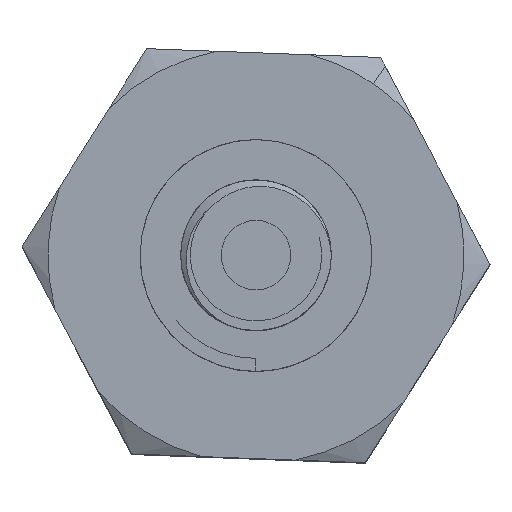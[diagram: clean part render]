
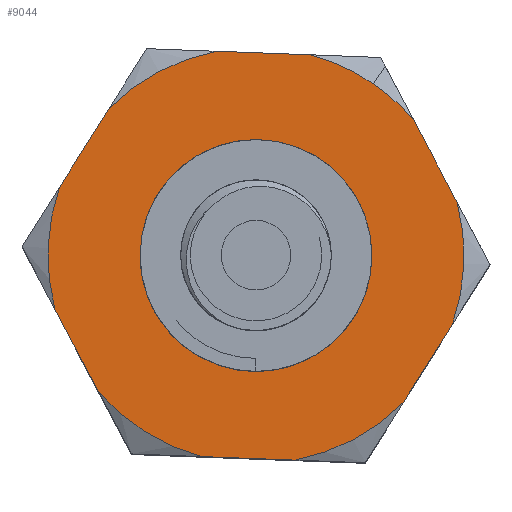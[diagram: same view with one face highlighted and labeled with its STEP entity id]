
A CAD part, top view. The second image highlights one B-rep face of the part: STEP entity #9044.
In plain terms, the highlighted planar face has unit normal (0, 0, 1).
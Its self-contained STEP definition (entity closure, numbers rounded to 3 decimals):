
#2 = ORIENTED_EDGE ( 'NONE', *, *, #6335, .F. ) ;
#56 = LINE ( 'NONE', #1587, #3837 ) ;
#106 = DIRECTION ( 'NONE',  ( 0.564, 0.826, 0. ) ) ;
#137 = VECTOR ( 'NONE', #3850, 1000. ) ;
#224 = VERTEX_POINT ( 'NONE', #762 ) ;
#257 = CIRCLE ( 'NONE', #3231, 3.591 ) ;
#410 = ORIENTED_EDGE ( 'NONE', *, *, #628, .F. ) ;
#541 = VERTEX_POINT ( 'NONE', #2205 ) ;
#628 = EDGE_CURVE ( 'NONE', #224, #10142, #2106, .T. ) ;
#633 = CARTESIAN_POINT ( 'NONE',  ( 0., 0., 9.981 ) ) ;
#657 = VERTEX_POINT ( 'NONE', #3847 ) ;
#708 = DIRECTION ( 'NONE',  ( -0.532, -0.847, 0. ) ) ;
#744 = CARTESIAN_POINT ( 'NONE',  ( -4.039, 0.152, 9.981 ) ) ;
#762 = CARTESIAN_POINT ( 'NONE',  ( -0.936, -3.467, 9.981 ) ) ;
#763 = DIRECTION ( 'NONE',  ( 0., 0., -1. ) ) ;
#877 = DIRECTION ( 'NONE',  ( 0.564, 0.826, 0. ) ) ;
#911 = DIRECTION ( 'NONE',  ( 0., 0., -1. ) ) ;
#1010 = DIRECTION ( 'NONE',  ( -0.467, 0.884, 0. ) ) ;
#1068 = PLANE ( 'NONE',  #7267 ) ;
#1263 = DIRECTION ( 'NONE',  ( 0.999, -0.038, 0. ) ) ;
#1277 = EDGE_CURVE ( 'NONE', #2407, #2562, #5767, .T. ) ;
#1578 = VERTEX_POINT ( 'NONE', #3428 ) ;
#1587 = CARTESIAN_POINT ( 'NONE',  ( 1.887, -3.574, 9.981 ) ) ;
#1605 = DIRECTION ( 'NONE',  ( 0.532, 0.847, 0. ) ) ;
#1639 = EDGE_CURVE ( 'NONE', #8781, #7112, #9801, .T. ) ;
#1697 = CARTESIAN_POINT ( 'NONE',  ( 0., 0., 9.981 ) ) ;
#1705 = VERTEX_POINT ( 'NONE', #1707 ) ;
#1707 = CARTESIAN_POINT ( 'NONE',  ( 0.936, 3.467, 9.981 ) ) ;
#1807 = DIRECTION ( 'NONE',  ( 0.564, 0.826, 0. ) ) ;
#1998 = LINE ( 'NONE', #2000, #3931 ) ;
#2000 = CARTESIAN_POINT ( 'NONE',  ( -1.887, 3.574, 9.981 ) ) ;
#2091 = CARTESIAN_POINT ( 'NONE',  ( 2.151, 3.421, 9.981 ) ) ;
#2106 = CIRCLE ( 'NONE', #3457, 3.591 ) ;
#2141 = CARTESIAN_POINT ( 'NONE',  ( 0., 0., 9.981 ) ) ;
#2205 = CARTESIAN_POINT ( 'NONE',  ( 2.025, 2.966, 9.981 ) ) ;
#2319 = AXIS2_PLACEMENT_3D ( 'NONE', #9610, #911, #6985 ) ;
#2407 = VERTEX_POINT ( 'NONE', #9457 ) ;
#2494 = DIRECTION ( 'NONE',  ( -0.999, 0.038, 0. ) ) ;
#2532 = CARTESIAN_POINT ( 'NONE',  ( 0., 0., 9.981 ) ) ;
#2562 = VERTEX_POINT ( 'NONE', #3634 ) ;
#2563 = EDGE_CURVE ( 'NONE', #4660, #8781, #8442, .T. ) ;
#2622 = CARTESIAN_POINT ( 'NONE',  ( -2.151, -3.421, 9.981 ) ) ;
#2719 = ORIENTED_EDGE ( 'NONE', *, *, #8610, .F. ) ;
#2816 = CARTESIAN_POINT ( 'NONE',  ( 0., 0., 9.981 ) ) ;
#3231 = AXIS2_PLACEMENT_3D ( 'NONE', #2532, #11154, #877 ) ;
#3294 = AXIS2_PLACEMENT_3D ( 'NONE', #633, #6678, #7542 ) ;
#3315 = CARTESIAN_POINT ( 'NONE',  ( 4.039, -0.152, 9.981 ) ) ;
#3364 = EDGE_LOOP ( 'NONE', ( #4395, #2719, #4134, #7238, #11022, #6311, #7563, #2, #10581, #410, #8656, #7697, #6802 ) ) ;
#3411 = CARTESIAN_POINT ( 'NONE',  ( 0., 0., 9.981 ) ) ;
#3428 = CARTESIAN_POINT ( 'NONE',  ( 0.673, -3.528, 9.981 ) ) ;
#3457 = AXIS2_PLACEMENT_3D ( 'NONE', #10786, #4677, #10707 ) ;
#3549 = EDGE_LOOP ( 'NONE', ( #3920, #4189 ) ) ;
#3634 = CARTESIAN_POINT ( 'NONE',  ( -0.846, -1.239, 9.981 ) ) ;
#3765 = EDGE_CURVE ( 'NONE', #1578, #224, #56, .T. ) ;
#3810 = EDGE_CURVE ( 'NONE', #7636, #9332, #8691, .T. ) ;
#3837 = VECTOR ( 'NONE', #2494, 1000. ) ;
#3847 = CARTESIAN_POINT ( 'NONE',  ( -3.392, 1.181, 9.981 ) ) ;
#3850 = DIRECTION ( 'NONE',  ( 0.467, -0.884, 0. ) ) ;
#3920 = ORIENTED_EDGE ( 'NONE', *, *, #9051, .T. ) ;
#3931 = VECTOR ( 'NONE', #1263, 1000. ) ;
#3958 = VECTOR ( 'NONE', #1010, 1000. ) ;
#4134 = ORIENTED_EDGE ( 'NONE', *, *, #4967, .F. ) ;
#4170 = CIRCLE ( 'NONE', #10038, 1.5 ) ;
#4189 = ORIENTED_EDGE ( 'NONE', *, *, #1277, .T. ) ;
#4338 = CARTESIAN_POINT ( 'NONE',  ( -2.534, 2.545, 9.981 ) ) ;
#4395 = ORIENTED_EDGE ( 'NONE', *, *, #2563, .F. ) ;
#4535 = EDGE_CURVE ( 'NONE', #10142, #5444, #5990, .T. ) ;
#4557 = DIRECTION ( 'NONE',  ( 0., 0., -1. ) ) ;
#4607 = DIRECTION ( 'NONE',  ( 0.564, 0.826, 0. ) ) ;
#4660 = VERTEX_POINT ( 'NONE', #10677 ) ;
#4677 = DIRECTION ( 'NONE',  ( 0., 0., -1. ) ) ;
#4788 = EDGE_CURVE ( 'NONE', #7112, #1578, #11107, .T. ) ;
#4967 = EDGE_CURVE ( 'NONE', #541, #9201, #7454, .T. ) ;
#5296 = DIRECTION ( 'NONE',  ( 0., 0., -1. ) ) ;
#5444 = VERTEX_POINT ( 'NONE', #7188 ) ;
#5472 = AXIS2_PLACEMENT_3D ( 'NONE', #1697, #9612, #106 ) ;
#5726 = CARTESIAN_POINT ( 'NONE',  ( -0.673, 3.528, 9.981 ) ) ;
#5767 = CIRCLE ( 'NONE', #8262, 1.5 ) ;
#5990 = LINE ( 'NONE', #2622, #3958 ) ;
#6060 = FACE_BOUND ( 'NONE', #3549, .T. ) ;
#6077 = EDGE_CURVE ( 'NONE', #657, #7636, #8797, .T. ) ;
#6281 = CARTESIAN_POINT ( 'NONE',  ( 0., 0., 9.981 ) ) ;
#6311 = ORIENTED_EDGE ( 'NONE', *, *, #3810, .F. ) ;
#6335 = EDGE_CURVE ( 'NONE', #5444, #657, #8140, .T. ) ;
#6678 = DIRECTION ( 'NONE',  ( 0., 0., -1. ) ) ;
#6731 = FACE_OUTER_BOUND ( 'NONE', #3364, .T. ) ;
#6775 = CARTESIAN_POINT ( 'NONE',  ( 3.392, -1.181, 9.981 ) ) ;
#6802 = ORIENTED_EDGE ( 'NONE', *, *, #1639, .F. ) ;
#6949 = DIRECTION ( 'NONE',  ( 0.564, 0.826, 0. ) ) ;
#6985 = DIRECTION ( 'NONE',  ( 0.564, 0.826, 0. ) ) ;
#7112 = VERTEX_POINT ( 'NONE', #7878 ) ;
#7188 = CARTESIAN_POINT ( 'NONE',  ( -3.471, -0.923, 9.981 ) ) ;
#7193 = AXIS2_PLACEMENT_3D ( 'NONE', #2141, #10756, #7242 ) ;
#7238 = ORIENTED_EDGE ( 'NONE', *, *, #11072, .F. ) ;
#7242 = DIRECTION ( 'NONE',  ( 0.564, 0.826, 0. ) ) ;
#7267 = AXIS2_PLACEMENT_3D ( 'NONE', #7976, #4557, #1807 ) ;
#7454 = CIRCLE ( 'NONE', #3294, 3.591 ) ;
#7542 = DIRECTION ( 'NONE',  ( 0.564, 0.826, 0. ) ) ;
#7563 = ORIENTED_EDGE ( 'NONE', *, *, #6077, .F. ) ;
#7588 = VECTOR ( 'NONE', #1605, 1000. ) ;
#7636 = VERTEX_POINT ( 'NONE', #4338 ) ;
#7671 = DIRECTION ( 'NONE',  ( 0.564, 0.826, 0. ) ) ;
#7697 = ORIENTED_EDGE ( 'NONE', *, *, #4788, .F. ) ;
#7859 = AXIS2_PLACEMENT_3D ( 'NONE', #2816, #8865, #4607 ) ;
#7878 = CARTESIAN_POINT ( 'NONE',  ( 2.534, -2.545, 9.981 ) ) ;
#7909 = EDGE_CURVE ( 'NONE', #9332, #1705, #1998, .T. ) ;
#7976 = CARTESIAN_POINT ( 'NONE',  ( 0., 0., 9.981 ) ) ;
#8000 = CARTESIAN_POINT ( 'NONE',  ( -2.719, -2.346, 9.981 ) ) ;
#8140 = CIRCLE ( 'NONE', #7859, 3.591 ) ;
#8181 = CARTESIAN_POINT ( 'NONE',  ( 2.719, 2.346, 9.981 ) ) ;
#8262 = AXIS2_PLACEMENT_3D ( 'NONE', #3411, #763, #7671 ) ;
#8442 = CIRCLE ( 'NONE', #2319, 3.591 ) ;
#8610 = EDGE_CURVE ( 'NONE', #9201, #4660, #10799, .T. ) ;
#8656 = ORIENTED_EDGE ( 'NONE', *, *, #3765, .F. ) ;
#8691 = CIRCLE ( 'NONE', #5472, 3.591 ) ;
#8781 = VERTEX_POINT ( 'NONE', #6775 ) ;
#8797 = LINE ( 'NONE', #744, #7588 ) ;
#8865 = DIRECTION ( 'NONE',  ( 0., 0., -1. ) ) ;
#9044 = ADVANCED_FACE ( 'NONE', ( #6060, #6731 ), #1068, .F. ) ;
#9051 = EDGE_CURVE ( 'NONE', #2562, #2407, #4170, .T. ) ;
#9201 = VERTEX_POINT ( 'NONE', #8181 ) ;
#9332 = VERTEX_POINT ( 'NONE', #5726 ) ;
#9457 = CARTESIAN_POINT ( 'NONE',  ( 0.846, 1.239, 9.981 ) ) ;
#9610 = CARTESIAN_POINT ( 'NONE',  ( 0., 0., 9.981 ) ) ;
#9612 = DIRECTION ( 'NONE',  ( 0., 0., -1. ) ) ;
#9801 = LINE ( 'NONE', #3315, #11149 ) ;
#10038 = AXIS2_PLACEMENT_3D ( 'NONE', #6281, #5296, #6949 ) ;
#10142 = VERTEX_POINT ( 'NONE', #8000 ) ;
#10581 = ORIENTED_EDGE ( 'NONE', *, *, #4535, .F. ) ;
#10677 = CARTESIAN_POINT ( 'NONE',  ( 3.471, 0.923, 9.981 ) ) ;
#10707 = DIRECTION ( 'NONE',  ( 0.564, 0.826, 0. ) ) ;
#10756 = DIRECTION ( 'NONE',  ( 0., 0., -1. ) ) ;
#10786 = CARTESIAN_POINT ( 'NONE',  ( 0., 0., 9.981 ) ) ;
#10799 = LINE ( 'NONE', #2091, #137 ) ;
#11022 = ORIENTED_EDGE ( 'NONE', *, *, #7909, .F. ) ;
#11072 = EDGE_CURVE ( 'NONE', #1705, #541, #257, .T. ) ;
#11107 = CIRCLE ( 'NONE', #7193, 3.591 ) ;
#11149 = VECTOR ( 'NONE', #708, 1000. ) ;
#11154 = DIRECTION ( 'NONE',  ( 0., 0., -1. ) ) ;
